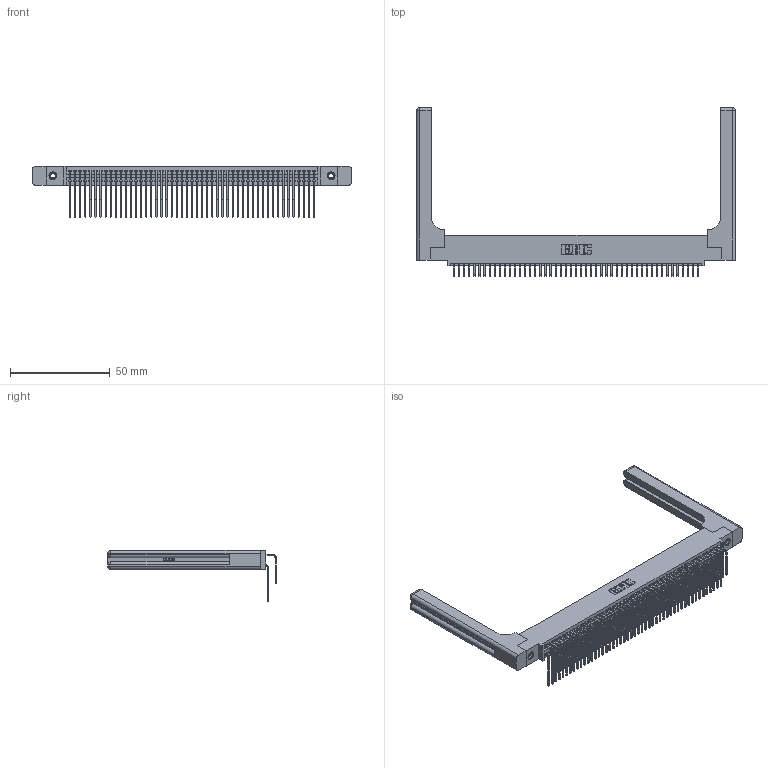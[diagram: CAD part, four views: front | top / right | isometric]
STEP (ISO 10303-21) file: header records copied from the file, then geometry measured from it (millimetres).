
FILE_DESCRIPTION (( 'STEP AP203' ), '1' );
FILE_NAME ('395-098-559-558.STEP', '2019-10-26T14:20:02', ( '' ), ( '' ), 'SwSTEP 2.0', 'SolidWorks 2016', '' );
FILE_SCHEMA (( 'CONFIG_CONTROL_DESIGN' ));
Length unit declared in the file: inch
Products named in the file (6): 345 Part_0.110 Offset - 0.156 Dia-TH; 345-292-001_558 559 Tail - 1; 345-292-001_559 Tail - 2; 345-250-001_345-250-001-102; 345-220-058_345-220-058; 395-098-559-558
Assembly tree (103 placements, depth 2):
  395-098-559-558
    345 Part_0.110 Offset - 0.156 Dia-TH
    345-292-001_558 559 Tail - 1  x49
    345-292-001_559 Tail - 2  x49
    345-250-001_345-250-001-102  x2
    345-220-058_345-220-058  x2
Bounding box: 159.49 x 84.32 x 25.53 mm (x, y, z)
Volume: 24524.7 mm3; surface area: 31669.7 mm2
Topology: 103 solids, 103 shells, 5482 faces, 16209 edges, 10654 vertices
Faces by surface type: plane 3662, cylinder 1760, bspline 36, cone 12, sphere 8, torus 4
Entity records: 44470 total; most frequent: CARTESIAN_POINT 8488, ORIENTED_EDGE 7168, DIRECTION 6380, EDGE_CURVE 3584, LINE 3124, VECTOR 3124, VERTEX_POINT 2378, AXIS2_PLACEMENT_3D 1628
